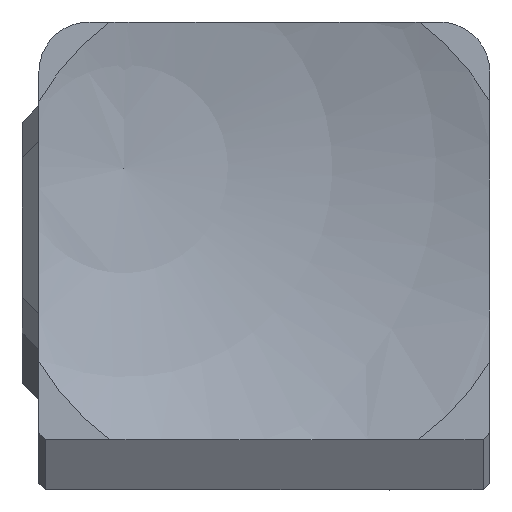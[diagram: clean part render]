
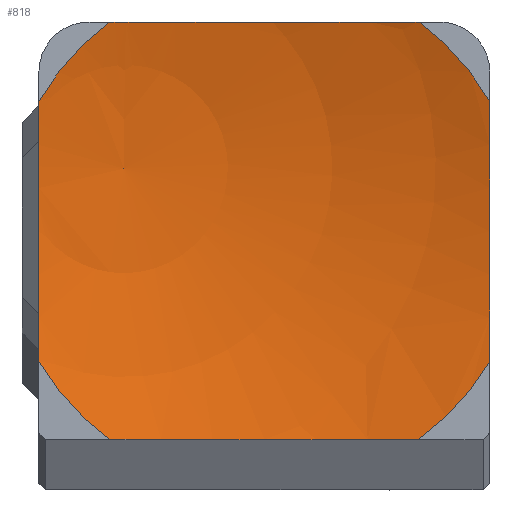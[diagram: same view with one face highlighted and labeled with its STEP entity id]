
A CAD part, top view. The second image highlights one B-rep face of the part: STEP entity #818.
In plain terms, the highlighted spherical face has radius 51.885 mm.
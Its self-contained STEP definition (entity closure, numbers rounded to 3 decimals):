
#15=SPHERICAL_SURFACE('',#885,51.885);
#19=B_SPLINE_CURVE_WITH_KNOTS('',3,(#1194,#1195,#1196,#1197),
 .UNSPECIFIED.,.F.,.F.,(4,4),(0.,0.011),.UNSPECIFIED.);
#20=B_SPLINE_CURVE_WITH_KNOTS('',3,(#1201,#1202,#1203,#1204),
 .UNSPECIFIED.,.F.,.F.,(4,4),(-0.002,0.),.UNSPECIFIED.);
#21=B_SPLINE_CURVE_WITH_KNOTS('',3,(#1236,#1237,#1238,#1239),
 .UNSPECIFIED.,.F.,.F.,(4,4),(0.,0.01),.UNSPECIFIED.);
#22=B_SPLINE_CURVE_WITH_KNOTS('',3,(#1262,#1263,#1264,#1265),
 .UNSPECIFIED.,.F.,.F.,(4,4),(-0.002,0.),.UNSPECIFIED.);
#23=CIRCLE('',#856,50.355);
#24=CIRCLE('',#858,15.67);
#25=CIRCLE('',#864,50.099);
#26=CIRCLE('',#866,15.67);
#27=CIRCLE('',#870,50.098);
#30=CIRCLE('',#876,50.359);
#31=CIRCLE('',#877,50.359);
#33=CIRCLE('',#886,15.554);
#34=CIRCLE('',#887,51.885);
#35=CIRCLE('',#888,15.554);
#59=FACE_OUTER_BOUND('',#103,.T.);
#103=EDGE_LOOP('',(#659,#660,#661,#662,#663,#664,#665,#666,#667,#668,#669,
#670,#671,#672,#673));
#335=VERTEX_POINT('',#1153);
#336=VERTEX_POINT('',#1155);
#339=VERTEX_POINT('',#1163);
#348=VERTEX_POINT('',#1191);
#349=VERTEX_POINT('',#1193);
#350=VERTEX_POINT('',#1198);
#351=VERTEX_POINT('',#1200);
#362=VERTEX_POINT('',#1232);
#363=VERTEX_POINT('',#1233);
#364=VERTEX_POINT('',#1235);
#385=VERTEX_POINT('',#1295);
#386=VERTEX_POINT('',#1297);
#387=VERTEX_POINT('',#1299);
#389=VERTEX_POINT('',#1316);
#415=EDGE_CURVE('',#335,#336,#23,.T.);
#419=EDGE_CURVE('',#339,#336,#24,.T.);
#434=EDGE_CURVE('',#348,#349,#19,.T.);
#435=EDGE_CURVE('',#349,#350,#25,.T.);
#436=EDGE_CURVE('',#350,#351,#20,.T.);
#438=EDGE_CURVE('',#335,#351,#26,.T.);
#450=EDGE_CURVE('',#362,#363,#27,.T.);
#451=EDGE_CURVE('',#364,#363,#21,.T.);
#464=EDGE_CURVE('',#362,#339,#22,.T.);
#482=EDGE_CURVE('',#385,#386,#30,.T.);
#483=EDGE_CURVE('',#386,#387,#31,.T.);
#490=EDGE_CURVE('',#387,#348,#33,.T.);
#491=EDGE_CURVE('',#386,#389,#34,.T.);
#492=EDGE_CURVE('',#364,#385,#35,.T.);
#659=ORIENTED_EDGE('',*,*,#450,.F.);
#660=ORIENTED_EDGE('',*,*,#464,.T.);
#661=ORIENTED_EDGE('',*,*,#419,.T.);
#662=ORIENTED_EDGE('',*,*,#415,.F.);
#663=ORIENTED_EDGE('',*,*,#438,.T.);
#664=ORIENTED_EDGE('',*,*,#436,.F.);
#665=ORIENTED_EDGE('',*,*,#435,.F.);
#666=ORIENTED_EDGE('',*,*,#434,.F.);
#667=ORIENTED_EDGE('',*,*,#490,.F.);
#668=ORIENTED_EDGE('',*,*,#483,.F.);
#669=ORIENTED_EDGE('',*,*,#491,.T.);
#670=ORIENTED_EDGE('',*,*,#491,.F.);
#671=ORIENTED_EDGE('',*,*,#482,.F.);
#672=ORIENTED_EDGE('',*,*,#492,.F.);
#673=ORIENTED_EDGE('',*,*,#451,.T.);
#818=ADVANCED_FACE('',(#59),#15,.F.);
#856=AXIS2_PLACEMENT_3D('',#1156,#931,#932);
#858=AXIS2_PLACEMENT_3D('',#1164,#938,#939);
#864=AXIS2_PLACEMENT_3D('',#1199,#964,#965);
#866=AXIS2_PLACEMENT_3D('',#1207,#969,#970);
#870=AXIS2_PLACEMENT_3D('',#1234,#988,#989);
#876=AXIS2_PLACEMENT_3D('',#1298,#1027,#1028);
#877=AXIS2_PLACEMENT_3D('',#1300,#1029,#1030);
#885=AXIS2_PLACEMENT_3D('',#1314,#1050,#1051);
#886=AXIS2_PLACEMENT_3D('',#1315,#1052,#1053);
#887=AXIS2_PLACEMENT_3D('',#1317,#1054,#1055);
#888=AXIS2_PLACEMENT_3D('',#1318,#1056,#1057);
#931=DIRECTION('center_axis',(0.,1.,0.));
#932=DIRECTION('ref_axis',(0.,0.,1.));
#938=DIRECTION('center_axis',(0.,-0.003,
1.));
#939=DIRECTION('ref_axis',(0.,1.,0.003));
#964=DIRECTION('center_axis',(-1.,0.,0.));
#965=DIRECTION('ref_axis',(0.,0.,1.));
#969=DIRECTION('center_axis',(0.,-0.003,
1.));
#970=DIRECTION('ref_axis',(0.,1.,0.003));
#988=DIRECTION('center_axis',(1.,0.,0.));
#989=DIRECTION('ref_axis',(0.,0.,1.));
#1027=DIRECTION('center_axis',(0.,-1.,0.));
#1028=DIRECTION('ref_axis',(0.,0.,1.));
#1029=DIRECTION('center_axis',(0.,-1.,0.));
#1030=DIRECTION('ref_axis',(0.,0.,1.));
#1050=DIRECTION('center_axis',(-0.162,0.072,-0.984));
#1051=DIRECTION('ref_axis',(0.,-0.997,-0.073));
#1052=DIRECTION('center_axis',(0.,0.,
-1.));
#1053=DIRECTION('ref_axis',(0.,1.,0.));
#1054=DIRECTION('center_axis',(-0.987,-0.012,0.162));
#1055=DIRECTION('ref_axis',(0.,0.997,0.073));
#1056=DIRECTION('center_axis',(0.,0.,
-1.));
#1057=DIRECTION('ref_axis',(0.,1.,0.));
#1153=CARTESIAN_POINT('',(4791.501,475.266,142.342));
#1155=CARTESIAN_POINT('',(4773.012,475.266,142.343));
#1156=CARTESIAN_POINT('Origin',(4782.257,475.266,191.842));
#1163=CARTESIAN_POINT('',(4768.756,479.962,142.356));
#1164=CARTESIAN_POINT('Origin',(4782.257,487.917,142.379));
#1191=CARTESIAN_POINT('',(4795.756,495.5,142.343));
#1193=CARTESIAN_POINT('',(4795.758,495.489,142.343));
#1194=CARTESIAN_POINT('Ctrl Pts',(4795.756,495.5,142.343));
#1195=CARTESIAN_POINT('Ctrl Pts',(4795.757,495.496,142.343));
#1196=CARTESIAN_POINT('Ctrl Pts',(4795.758,495.493,142.343));
#1197=CARTESIAN_POINT('Ctrl Pts',(4795.759,495.489,142.343));
#1198=CARTESIAN_POINT('',(4795.757,479.963,142.356));
#1199=CARTESIAN_POINT('Origin',(4795.756,487.774,191.842));
#1200=CARTESIAN_POINT('',(4795.756,479.961,142.356));
#1201=CARTESIAN_POINT('Ctrl Pts',(4795.757,479.963,142.356));
#1202=CARTESIAN_POINT('Ctrl Pts',(4795.756,479.962,142.356));
#1203=CARTESIAN_POINT('Ctrl Pts',(4795.756,479.962,142.356));
#1204=CARTESIAN_POINT('Ctrl Pts',(4795.756,479.961,142.356));
#1207=CARTESIAN_POINT('Origin',(4782.257,487.917,142.379));
#1232=CARTESIAN_POINT('',(4768.756,479.964,142.356));
#1233=CARTESIAN_POINT('',(4768.754,495.488,142.343));
#1234=CARTESIAN_POINT('Origin',(4768.756,487.774,191.842));
#1235=CARTESIAN_POINT('',(4768.756,495.498,142.343));
#1236=CARTESIAN_POINT('Ctrl Pts',(4768.756,495.498,142.343));
#1237=CARTESIAN_POINT('Ctrl Pts',(4768.755,495.495,142.343));
#1238=CARTESIAN_POINT('Ctrl Pts',(4768.754,495.491,142.343));
#1239=CARTESIAN_POINT('Ctrl Pts',(4768.754,495.488,142.343));
#1262=CARTESIAN_POINT('Ctrl Pts',(4768.756,479.964,142.356));
#1263=CARTESIAN_POINT('Ctrl Pts',(4768.756,479.964,142.356));
#1264=CARTESIAN_POINT('Ctrl Pts',(4768.756,479.963,142.356));
#1265=CARTESIAN_POINT('Ctrl Pts',(4768.756,479.962,142.356));
#1295=CARTESIAN_POINT('',(4772.993,500.265,142.342));
#1297=CARTESIAN_POINT('',(4773.97,500.265,142.169));
#1298=CARTESIAN_POINT('Origin',(4782.257,500.265,191.842));
#1299=CARTESIAN_POINT('',(4791.52,500.265,142.342));
#1300=CARTESIAN_POINT('Origin',(4782.257,500.265,191.842));
#1314=CARTESIAN_POINT('Origin',(4782.257,487.774,191.842));
#1315=CARTESIAN_POINT('Origin',(4782.257,487.774,142.343));
#1316=CARTESIAN_POINT('',(4773.847,491.486,140.777));
#1317=CARTESIAN_POINT('Origin',(4782.257,487.774,191.842));
#1318=CARTESIAN_POINT('Origin',(4782.257,487.774,142.343));
